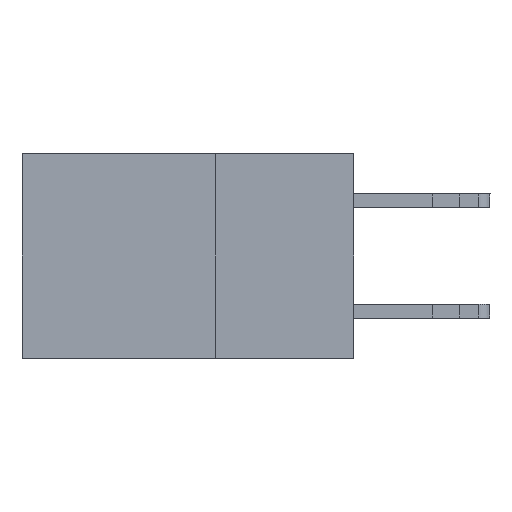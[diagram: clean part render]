
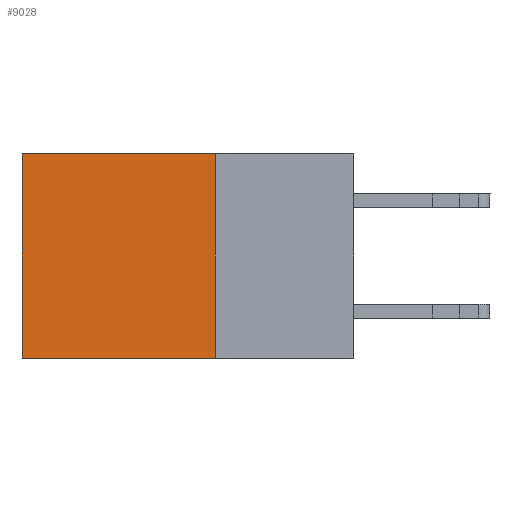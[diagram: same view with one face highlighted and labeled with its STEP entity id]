
A CAD part, left-side view. The second image highlights one B-rep face of the part: STEP entity #9028.
In plain terms, the highlighted planar face has unit normal (-1, 0, 0).
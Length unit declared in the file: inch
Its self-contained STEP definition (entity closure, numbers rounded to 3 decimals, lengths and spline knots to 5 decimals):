
#211 = VERTEX_POINT ( 'NONE', #9366 ) ;
#479 = CARTESIAN_POINT ( 'NONE',  ( 0.2875, 0.6, 0. ) ) ;
#1603 = FACE_OUTER_BOUND ( 'NONE', #22288, .T. ) ;
#3275 = VERTEX_POINT ( 'NONE', #9717 ) ;
#3353 = VECTOR ( 'NONE', #8168, 39.37008 ) ;
#3829 = VECTOR ( 'NONE', #13139, 39.37008 ) ;
#4374 = ORIENTED_EDGE ( 'NONE', *, *, #14578, .T. ) ;
#4719 = ORIENTED_EDGE ( 'NONE', *, *, #9804, .T. ) ;
#5216 = PLANE ( 'NONE',  #15631 ) ;
#6782 = LINE ( 'NONE', #479, #14456 ) ;
#6965 = DIRECTION ( 'NONE',  ( 0., 0., -1. ) ) ;
#7138 = DIRECTION ( 'NONE',  ( 1., 0., 0. ) ) ;
#7924 = VECTOR ( 'NONE', #16923, 39.37008 ) ;
#8168 = DIRECTION ( 'NONE',  ( 0., 1., 0. ) ) ;
#9028 = ADVANCED_FACE ( 'NONE', ( #1603 ), #5216, .F. ) ;
#9366 = CARTESIAN_POINT ( 'NONE',  ( 0.2875, 0.25, -0.37 ) ) ;
#9686 = CARTESIAN_POINT ( 'NONE',  ( 0.2875, 0.6, -0.37 ) ) ;
#9717 = CARTESIAN_POINT ( 'NONE',  ( 0.2875, 0.25, 0. ) ) ;
#9804 = EDGE_CURVE ( 'NONE', #3275, #12130, #13254, .T. ) ;
#10965 = LINE ( 'NONE', #20578, #3829 ) ;
#12130 = VERTEX_POINT ( 'NONE', #18102 ) ;
#13044 = VERTEX_POINT ( 'NONE', #9686 ) ;
#13139 = DIRECTION ( 'NONE',  ( 0., 0., -1. ) ) ;
#13254 = LINE ( 'NONE', #24008, #7924 ) ;
#14359 = EDGE_CURVE ( 'NONE', #3275, #211, #10965, .T. ) ;
#14456 = VECTOR ( 'NONE', #23236, 39.37008 ) ;
#14578 = EDGE_CURVE ( 'NONE', #12130, #13044, #6782, .T. ) ;
#15631 = AXIS2_PLACEMENT_3D ( 'NONE', #18386, #7138, #6965 ) ;
#16430 = ORIENTED_EDGE ( 'NONE', *, *, #14359, .F. ) ;
#16923 = DIRECTION ( 'NONE',  ( 0., 1., 0. ) ) ;
#18102 = CARTESIAN_POINT ( 'NONE',  ( 0.2875, 0.6, 0. ) ) ;
#18386 = CARTESIAN_POINT ( 'NONE',  ( 0.2875, 0.25, 0. ) ) ;
#19027 = EDGE_CURVE ( 'NONE', #211, #13044, #19583, .T. ) ;
#19583 = LINE ( 'NONE', #23325, #3353 ) ;
#20578 = CARTESIAN_POINT ( 'NONE',  ( 0.2875, 0.25, 0. ) ) ;
#22288 = EDGE_LOOP ( 'NONE', ( #4374, #22726, #16430, #4719 ) ) ;
#22726 = ORIENTED_EDGE ( 'NONE', *, *, #19027, .F. ) ;
#23236 = DIRECTION ( 'NONE',  ( 0., 0., -1. ) ) ;
#23325 = CARTESIAN_POINT ( 'NONE',  ( 0.2875, 0.25, -0.37 ) ) ;
#24008 = CARTESIAN_POINT ( 'NONE',  ( 0.2875, 0.25, 0. ) ) ;
